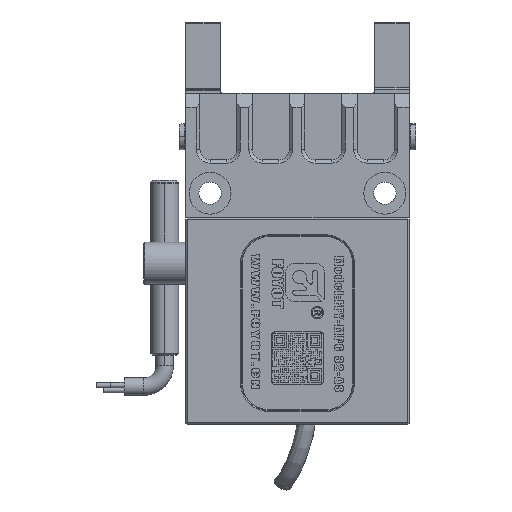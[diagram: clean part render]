
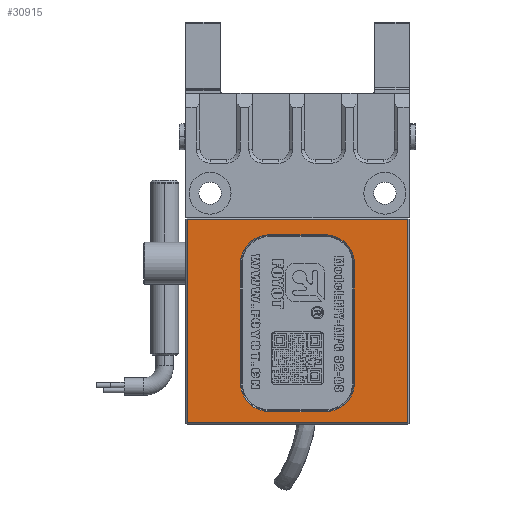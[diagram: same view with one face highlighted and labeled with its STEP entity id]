
A CAD part, top view. The second image highlights one B-rep face of the part: STEP entity #30915.
In plain terms, the highlighted planar face has unit normal (0, 0, 1).
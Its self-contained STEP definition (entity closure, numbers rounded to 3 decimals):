
#57 = LINE ( 'NONE', #13113, #98680 ) ;
#1359 = CARTESIAN_POINT ( 'NONE',  ( -4., 27.15, 11. ) ) ;
#1409 = CIRCLE ( 'NONE', #10250, 4.15 ) ;
#2502 = EDGE_CURVE ( 'NONE', #15268, #46286, #10299, .T. ) ;
#5286 = FACE_BOUND ( 'NONE', #78720, .T. ) ;
#5329 = CARTESIAN_POINT ( 'NONE',  ( 4., 27.15, 11. ) ) ;
#5597 = EDGE_CURVE ( 'NONE', #28167, #51525, #57, .T. ) ;
#6915 = ORIENTED_EDGE ( 'NONE', *, *, #35048, .T. ) ;
#7078 = AXIS2_PLACEMENT_3D ( 'NONE', #61552, #14918, #69398 ) ;
#10250 = AXIS2_PLACEMENT_3D ( 'NONE', #29639, #84015, #37464 ) ;
#10299 = LINE ( 'NONE', #54216, #49309 ) ;
#11282 = EDGE_CURVE ( 'NONE', #63956, #36567, #55037, .T. ) ;
#11438 = VECTOR ( 'NONE', #12256, 1000. ) ;
#11754 = VECTOR ( 'NONE', #98906, 1000. ) ;
#12256 = DIRECTION ( 'NONE',  ( 0., 1., 0. ) ) ;
#12422 = CIRCLE ( 'NONE', #64142, 4.15 ) ;
#12506 = VERTEX_POINT ( 'NONE', #67176 ) ;
#13113 = CARTESIAN_POINT ( 'NONE',  ( 8.15, 29.6, 11. ) ) ;
#13618 = VECTOR ( 'NONE', #92613, 1000. ) ;
#14062 = CARTESIAN_POINT ( 'NONE',  ( -8.15, 23., 11. ) ) ;
#14918 = DIRECTION ( 'NONE',  ( 0., 0., -1. ) ) ;
#15268 = VERTEX_POINT ( 'NONE', #1359 ) ;
#17597 = CARTESIAN_POINT ( 'NONE',  ( 8.15, 6., 11. ) ) ;
#19245 = VECTOR ( 'NONE', #97606, 1000. ) ;
#21410 = EDGE_CURVE ( 'NONE', #36567, #94832, #60487, .T. ) ;
#23496 = FACE_OUTER_BOUND ( 'NONE', #66838, .T. ) ;
#25372 = EDGE_CURVE ( 'NONE', #29213, #12506, #1409, .T. ) ;
#25853 = CARTESIAN_POINT ( 'NONE',  ( -4., 1.85, 11. ) ) ;
#26210 = EDGE_CURVE ( 'NONE', #51525, #98113, #92618, .T. ) ;
#26722 = VECTOR ( 'NONE', #40368, 1000. ) ;
#27923 = DIRECTION ( 'NONE',  ( 0., 0., -1. ) ) ;
#28167 = VERTEX_POINT ( 'NONE', #84954 ) ;
#28691 = AXIS2_PLACEMENT_3D ( 'NONE', #29781, #84155, #37616 ) ;
#29213 = VERTEX_POINT ( 'NONE', #25853 ) ;
#29639 = CARTESIAN_POINT ( 'NONE',  ( -4., 6., 11. ) ) ;
#29781 = CARTESIAN_POINT ( 'NONE',  ( 4., 6., 11. ) ) ;
#30915 = ADVANCED_FACE ( 'NONE', ( #5286, #23496 ), #74500, .F. ) ;
#32074 = EDGE_CURVE ( 'NONE', #46286, #28167, #12422, .T. ) ;
#34640 = LINE ( 'NONE', #59529, #11438 ) ;
#35048 = EDGE_CURVE ( 'NONE', #98113, #29213, #39976, .T. ) ;
#35872 = ORIENTED_EDGE ( 'NONE', *, *, #75220, .T. ) ;
#36567 = VERTEX_POINT ( 'NONE', #74102 ) ;
#37464 = DIRECTION ( 'NONE',  ( -1., 0., 0. ) ) ;
#37616 = DIRECTION ( 'NONE',  ( -1., 0., 0. ) ) ;
#38923 = DIRECTION ( 'NONE',  ( 1., 0., 0. ) ) ;
#39892 = CARTESIAN_POINT ( 'NONE',  ( 4., 1.85, 11. ) ) ;
#39976 = LINE ( 'NONE', #74119, #19245 ) ;
#40368 = DIRECTION ( 'NONE',  ( 0., -1., 0. ) ) ;
#42194 = CARTESIAN_POINT ( 'NONE',  ( -15.75, 29.35, 11. ) ) ;
#43932 = CARTESIAN_POINT ( 'NONE',  ( 4., 23., 11. ) ) ;
#44514 = CARTESIAN_POINT ( 'NONE',  ( 16., 0.25, 11. ) ) ;
#46286 = VERTEX_POINT ( 'NONE', #5329 ) ;
#48022 = CARTESIAN_POINT ( 'NONE',  ( -16., 29.35, 11. ) ) ;
#49309 = VECTOR ( 'NONE', #38923, 1000. ) ;
#51525 = VERTEX_POINT ( 'NONE', #17597 ) ;
#51727 = DIRECTION ( 'NONE',  ( -1., 0., 0. ) ) ;
#54216 = CARTESIAN_POINT ( 'NONE',  ( -16., 27.15, 11. ) ) ;
#55037 = LINE ( 'NONE', #84755, #13618 ) ;
#59529 = CARTESIAN_POINT ( 'NONE',  ( -8.15, 29.6, 11. ) ) ;
#59763 = DIRECTION ( 'NONE',  ( 0., -1., 0. ) ) ;
#60487 = LINE ( 'NONE', #48022, #78697 ) ;
#60638 = ORIENTED_EDGE ( 'NONE', *, *, #21410, .T. ) ;
#61067 = CARTESIAN_POINT ( 'NONE',  ( 15.75, 0.25, 11. ) ) ;
#61552 = CARTESIAN_POINT ( 'NONE',  ( -4., 23., 11. ) ) ;
#63956 = VERTEX_POINT ( 'NONE', #61067 ) ;
#64142 = AXIS2_PLACEMENT_3D ( 'NONE', #43932, #98301, #51727 ) ;
#64184 = ORIENTED_EDGE ( 'NONE', *, *, #26210, .T. ) ;
#65801 = CARTESIAN_POINT ( 'NONE',  ( -15.75, 0.25, 11. ) ) ;
#65805 = EDGE_CURVE ( 'NONE', #85947, #15268, #93742, .T. ) ;
#66493 = EDGE_CURVE ( 'NONE', #94832, #70906, #86324, .T. ) ;
#66838 = EDGE_LOOP ( 'NONE', ( #77076, #60638, #97492, #35872 ) ) ;
#67176 = CARTESIAN_POINT ( 'NONE',  ( -8.15, 6., 11. ) ) ;
#68928 = LINE ( 'NONE', #44514, #11754 ) ;
#69215 = ORIENTED_EDGE ( 'NONE', *, *, #5597, .T. ) ;
#69398 = DIRECTION ( 'NONE',  ( -1., 0., 0. ) ) ;
#70906 = VERTEX_POINT ( 'NONE', #65801 ) ;
#72510 = ORIENTED_EDGE ( 'NONE', *, *, #25372, .T. ) ;
#74102 = CARTESIAN_POINT ( 'NONE',  ( 15.75, 29.35, 11. ) ) ;
#74119 = CARTESIAN_POINT ( 'NONE',  ( -16., 1.85, 11. ) ) ;
#74500 = PLANE ( 'NONE',  #75174 ) ;
#75174 = AXIS2_PLACEMENT_3D ( 'NONE', #97650, #27923, #82310 ) ;
#75220 = EDGE_CURVE ( 'NONE', #70906, #63956, #68928, .T. ) ;
#77076 = ORIENTED_EDGE ( 'NONE', *, *, #11282, .T. ) ;
#78042 = ORIENTED_EDGE ( 'NONE', *, *, #65805, .T. ) ;
#78697 = VECTOR ( 'NONE', #87112, 1000. ) ;
#78720 = EDGE_LOOP ( 'NONE', ( #82461, #69215, #64184, #6915, #72510, #97431, #78042, #91217 ) ) ;
#82310 = DIRECTION ( 'NONE',  ( -1., 0., 0. ) ) ;
#82461 = ORIENTED_EDGE ( 'NONE', *, *, #32074, .T. ) ;
#83033 = EDGE_CURVE ( 'NONE', #12506, #85947, #34640, .T. ) ;
#84015 = DIRECTION ( 'NONE',  ( 0., 0., -1. ) ) ;
#84155 = DIRECTION ( 'NONE',  ( 0., 0., -1. ) ) ;
#84755 = CARTESIAN_POINT ( 'NONE',  ( 15.75, 29.6, 11. ) ) ;
#84954 = CARTESIAN_POINT ( 'NONE',  ( 8.15, 23., 11. ) ) ;
#85947 = VERTEX_POINT ( 'NONE', #14062 ) ;
#86324 = LINE ( 'NONE', #86936, #26722 ) ;
#86936 = CARTESIAN_POINT ( 'NONE',  ( -15.75, 29.6, 11. ) ) ;
#87112 = DIRECTION ( 'NONE',  ( -1., 0., 0. ) ) ;
#91217 = ORIENTED_EDGE ( 'NONE', *, *, #2502, .T. ) ;
#92613 = DIRECTION ( 'NONE',  ( 0., 1., 0. ) ) ;
#92618 = CIRCLE ( 'NONE', #28691, 4.15 ) ;
#93742 = CIRCLE ( 'NONE', #7078, 4.15 ) ;
#94832 = VERTEX_POINT ( 'NONE', #42194 ) ;
#97431 = ORIENTED_EDGE ( 'NONE', *, *, #83033, .T. ) ;
#97492 = ORIENTED_EDGE ( 'NONE', *, *, #66493, .T. ) ;
#97606 = DIRECTION ( 'NONE',  ( -1., 0., 0. ) ) ;
#97650 = CARTESIAN_POINT ( 'NONE',  ( -16., 29.6, 11. ) ) ;
#98113 = VERTEX_POINT ( 'NONE', #39892 ) ;
#98301 = DIRECTION ( 'NONE',  ( 0., 0., -1. ) ) ;
#98680 = VECTOR ( 'NONE', #59763, 1000. ) ;
#98906 = DIRECTION ( 'NONE',  ( 1., 0., 0. ) ) ;
